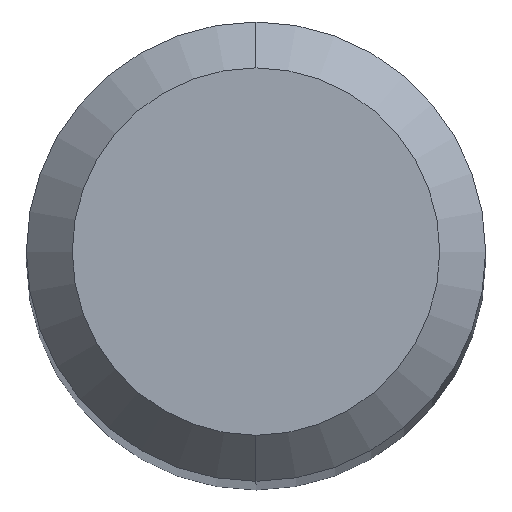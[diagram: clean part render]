
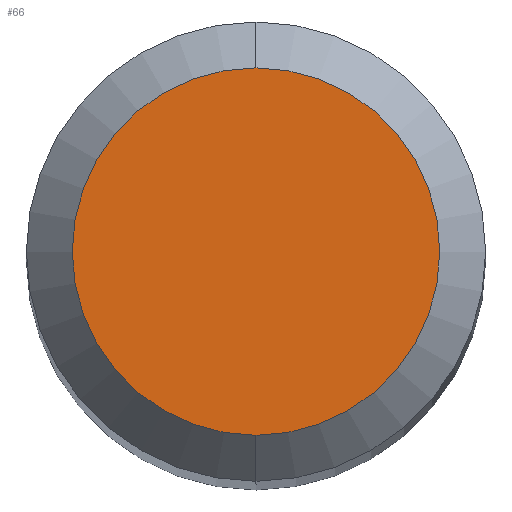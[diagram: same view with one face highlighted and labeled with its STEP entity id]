
A CAD part, top view. The second image highlights one B-rep face of the part: STEP entity #66.
In plain terms, the highlighted planar face has unit normal (0, 0, 1).
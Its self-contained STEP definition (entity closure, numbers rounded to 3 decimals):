
#66=ADVANCED_FACE('',(#141),#142,.T.);
#141=FACE_OUTER_BOUND('',#224,.T.);
#142=PLANE('',#225);
#224=EDGE_LOOP('',(#329,#330));
#225=AXIS2_PLACEMENT_3D('',#331,#332,#333);
#329=ORIENTED_EDGE('',*,*,#444,.F.);
#330=ORIENTED_EDGE('',*,*,#456,.F.);
#331=CARTESIAN_POINT('',(0.,0.6,28.));
#332=DIRECTION('',(0.,0.0,1.0));
#333=DIRECTION('',(0.0,-1.0,0.0));
#444=EDGE_CURVE('',#524,#526,#527,.T.);
#456=EDGE_CURVE('',#526,#524,#542,.T.);
#524=VERTEX_POINT('',#604);
#526=VERTEX_POINT('',#607);
#527=CIRCLE('',#608,1.2);
#542=CIRCLE('',#626,1.2);
#604=CARTESIAN_POINT('',(0.,1.2,28.));
#607=CARTESIAN_POINT('',(0.,-1.2,28.));
#608=AXIS2_PLACEMENT_3D('',#688,#689,#690);
#626=AXIS2_PLACEMENT_3D('',#706,#707,#708);
#688=CARTESIAN_POINT('',(0.,0.,28.));
#689=DIRECTION('',(0.,0.0,-1.0));
#690=DIRECTION('',(0.0,1.0,0.0));
#706=CARTESIAN_POINT('',(0.,0.,28.));
#707=DIRECTION('',(0.,0.0,-1.0));
#708=DIRECTION('',(0.0,1.0,0.0));
